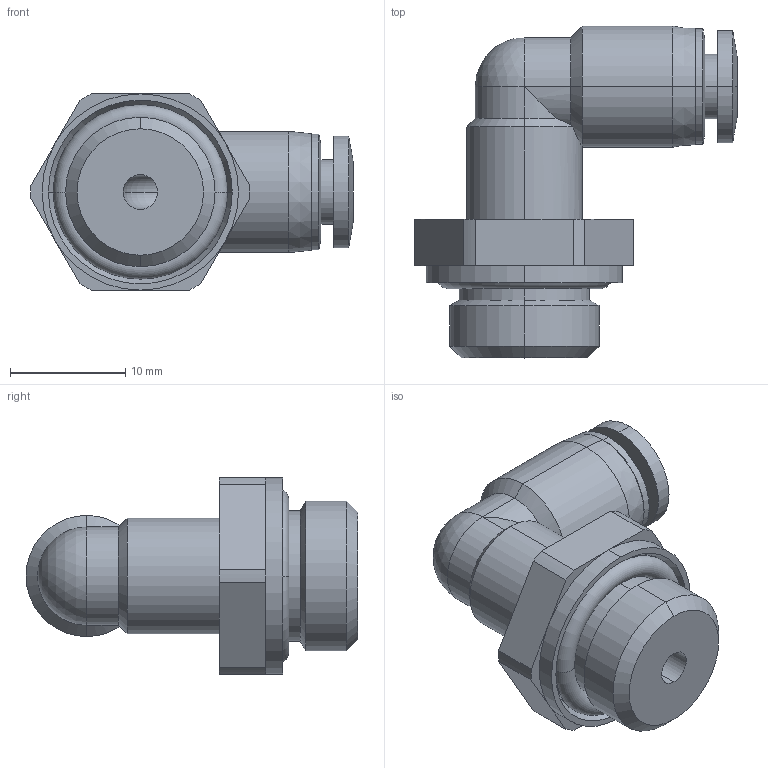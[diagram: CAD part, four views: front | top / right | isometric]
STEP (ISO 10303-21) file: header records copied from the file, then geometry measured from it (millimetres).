
FILE_DESCRIPTION (( 'STEP AP203' ), '1' );
FILE_NAME ('ME4M-14G.STEP', '2023-05-22T13:03:08', ( '' ), ( '' ), 'SwSTEP 2.0', 'SolidWorks 2021', '' );
FILE_SCHEMA (( 'CONFIG_CONTROL_DESIGN' ));
Length unit declared in the file: inch
Products named in the file (1): ME4M-14G
Bounding box: 27.95 x 28.75 x 17 mm (x, y, z)
Volume: 3883.9 mm3; surface area: 2830.5 mm2
Topology: 2 solids, 2 shells, 78 faces, 172 edges, 102 vertices
Faces by surface type: cylinder 32, plane 21, cone 18, torus 6, sphere 1
Entity records: 2287 total; most frequent: CARTESIAN_POINT 446, DIRECTION 408, ORIENTED_EDGE 340, EDGE_CURVE 170, AXIS2_PLACEMENT_3D 169, VERTEX_POINT 101, CIRCLE 90, EDGE_LOOP 87
